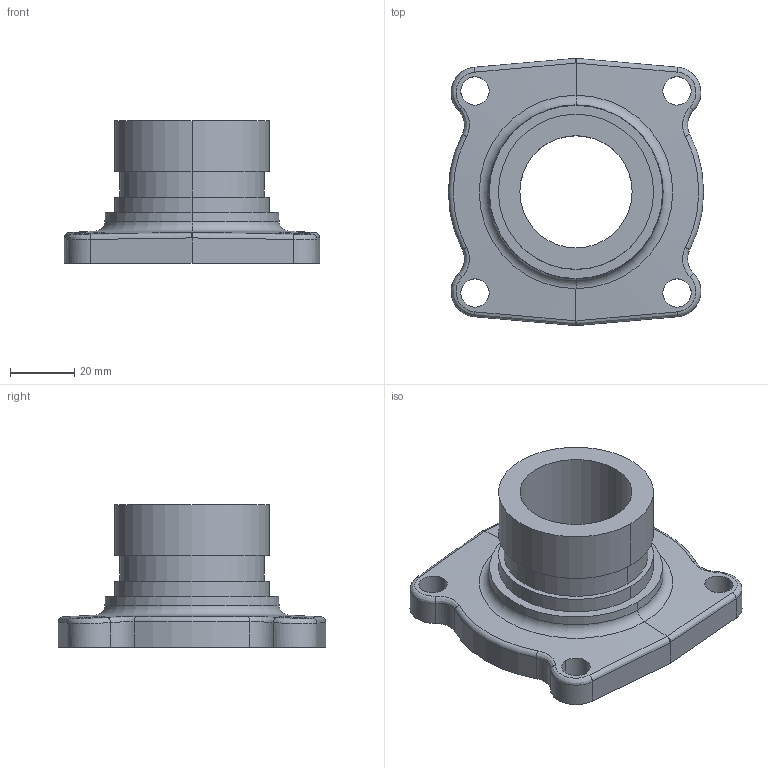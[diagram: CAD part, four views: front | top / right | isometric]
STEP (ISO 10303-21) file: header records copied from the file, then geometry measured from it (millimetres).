
FILE_DESCRIPTION((''),'2;1');
FILE_NAME('B18986','2012-09-13T',('sobri'),(''),'PRO/ENGINEER BY PARAMETRIC TECHNOLOGY CORPORATION, 2011180','PRO/ENGINEER BY PARAMETRIC TECHNOLOGY CORPORATION, 2011180','');
FILE_SCHEMA(('CONFIG_CONTROL_DESIGN'));
Length unit declared in the file: inch
Products named in the file (1): B18986
Bounding box: 79.38 x 83.14 x 44.45 mm (x, y, z)
Volume: 77898.6 mm3; surface area: 23561.7 mm2
Topology: 1 solids, 1 shells, 61 faces, 142 edges, 86 vertices
Faces by surface type: cylinder 26, bspline 16, plane 9, cone 6, torus 4
Entity records: 2842 total; most frequent: CARTESIAN_POINT 1479, ORIENTED_EDGE 284, DIRECTION 258, EDGE_CURVE 142, AXIS2_PLACEMENT_3D 109, VERTEX_POINT 86, EDGE_LOOP 74, CIRCLE 64
